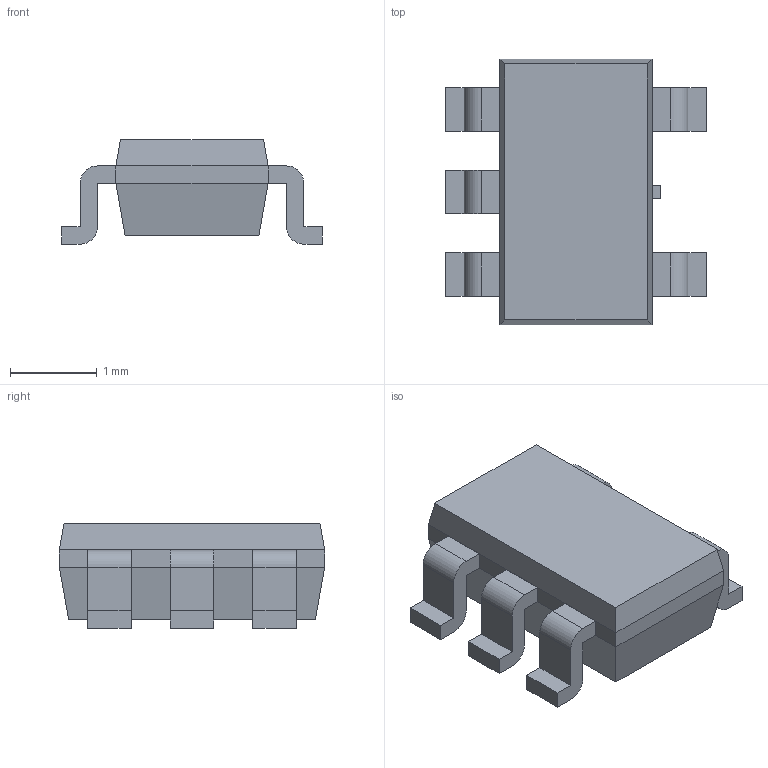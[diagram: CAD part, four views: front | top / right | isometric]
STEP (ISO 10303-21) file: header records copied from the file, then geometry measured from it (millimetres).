
FILE_DESCRIPTION(/* description */ (''),/* implementation_level */ '2;1');
FILE_NAME(/* name */ 'DBV0005A.step',/* time_stamp */ '2026-01-09T12:30:18+01:00',/* author */ (''),/* organization */ (''),/* preprocessor_version */ 'ST-DEVELOPER v20.1',/* originating_system */ 'Autodesk Translation Framework v14.17.0.0',/* authorisation */ '');
FILE_SCHEMA (('AUTOMOTIVE_DESIGN { 1 0 10303 214 3 1 1 }'));
Length unit declared in the file: millimetre
Products named in the file (1): (Unsaved)
Bounding box: 3 x 3.05 x 1.2 mm (x, y, z)
Volume: 6.1 mm3; surface area: 29.4 mm2
Topology: 7 solids, 7 shells, 80 faces, 190 edges, 124 vertices
Faces by surface type: plane 70, cylinder 10
Entity records: 2311 total; most frequent: CARTESIAN_POINT 395, ORIENTED_EDGE 380, DIRECTION 372, EDGE_CURVE 190, LINE 170, VECTOR 170, VERTEX_POINT 124, AXIS2_PLACEMENT_3D 101
